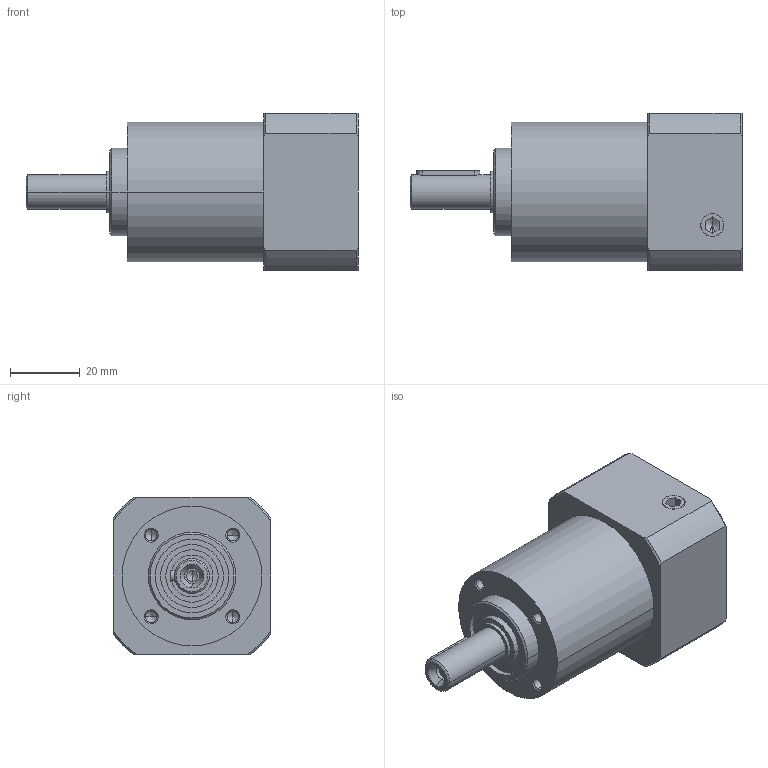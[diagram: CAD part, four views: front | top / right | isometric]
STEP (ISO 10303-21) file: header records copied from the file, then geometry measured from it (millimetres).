
FILE_DESCRIPTION((''),'2;1');
FILE_NAME('PD040-1.stp','2004-09-24T15:56:50',('mcoppola'),(''),'Autodesk Inventor 8','Autodesk Inventor 8','');
FILE_SCHEMA(('AUTOMOTIVE_DESIGN { 1 0 10303 214 1 1 1 1 }'));
Length unit declared in the file: millimetre
Products named in the file (1): PD040-1
Bounding box: 95 x 45 x 45 mm (x, y, z)
Volume: 88308.4 mm3; surface area: 23337.6 mm2
Topology: 1 solids, 7 shells, 193 faces, 449 edges, 264 vertices
Faces by surface type: bspline 75, cylinder 50, plane 40, cone 28
Entity records: 6432 total; most frequent: CARTESIAN_POINT 2434, ORIENTED_EDGE 838, DIRECTION 798, EDGE_CURVE 419, AXIS2_PLACEMENT_3D 304, VERTEX_POINT 264, EDGE_LOOP 221, FACE_OUTER_BOUND 193
